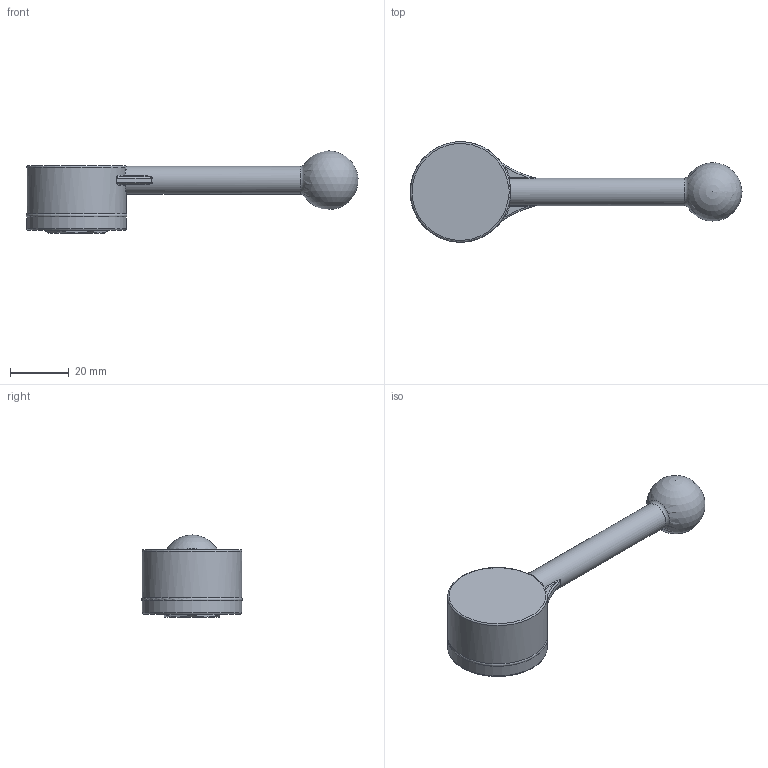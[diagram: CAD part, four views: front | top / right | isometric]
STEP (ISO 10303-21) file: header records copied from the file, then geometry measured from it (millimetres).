
FILE_DESCRIPTION( ( 'Unknown' ), '1' );
FILE_NAME( '7744025_E113_M12.stp', 'Unknown', ( 'Unknown' ), ( 'Unknown' ), 'PSStep 14.0', 'Unknown', ' ' );
FILE_SCHEMA( ( 'AUTOMOTIVE_DESIGN { 1 0 10303 214 1 1 1 1 }' ) );
Length unit declared in the file: millimetre
Products named in the file (1): 1
Bounding box: 113.19 x 34.4 x 28 mm (x, y, z)
Volume: 26215.3 mm3; surface area: 10010.3 mm2
Topology: 1 solids, 1 shells, 60 faces, 148 edges, 92 vertices
Faces by surface type: plane 15, cylinder 13, bspline 13, torus 12, cone 6, sphere 1
Full cylindrical faces by diameter (mm): 9.5 x1, 10.106 x1, 22 x1, 34 x2
Entity records: 5938 total; most frequent: CARTESIAN_POINT 4211, ORIENTED_EDGE 266, DIRECTION 230, EDGE_CURVE 133, AXIS2_PLACEMENT_3D 100, VERTEX_POINT 86, EDGE_LOOP 71, FACE_OUTER_BOUND 67
